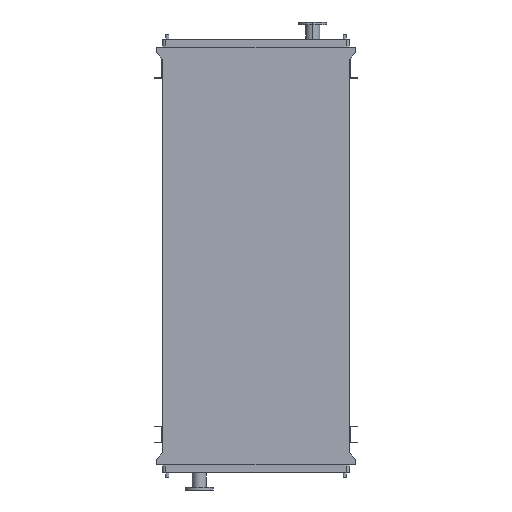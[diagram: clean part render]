
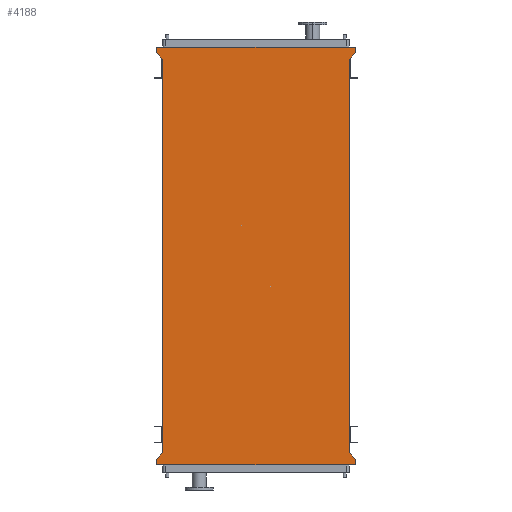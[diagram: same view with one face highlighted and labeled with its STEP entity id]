
A CAD part, front view. The second image highlights one B-rep face of the part: STEP entity #4188.
In plain terms, the highlighted planar face has unit normal (0, -1, 0).
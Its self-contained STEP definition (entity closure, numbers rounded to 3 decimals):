
#95 = VERTEX_POINT ( 'NONE', #13714 ) ;
#221 = CARTESIAN_POINT ( 'NONE',  ( -771., 0., -3103. ) ) ;
#263 = ORIENTED_EDGE ( 'NONE', *, *, #521, .F. ) ;
#277 = CARTESIAN_POINT ( 'NONE',  ( 771., 0., -3145. ) ) ;
#479 = CARTESIAN_POINT ( 'NONE',  ( 771., 0., 53. ) ) ;
#480 = VECTOR ( 'NONE', #10034, 1000. ) ;
#484 = CARTESIAN_POINT ( 'NONE',  ( -725., 0., -3050. ) ) ;
#521 = EDGE_CURVE ( 'NONE', #95, #17198, #15263, .T. ) ;
#922 = VERTEX_POINT ( 'NONE', #4115 ) ;
#1154 = EDGE_CURVE ( 'NONE', #922, #95, #2611, .T. ) ;
#1229 = VECTOR ( 'NONE', #13774, 1000. ) ;
#1370 = LINE ( 'NONE', #6707, #10276 ) ;
#1525 = VERTEX_POINT ( 'NONE', #12219 ) ;
#1693 = CARTESIAN_POINT ( 'NONE',  ( -771., 0., 53. ) ) ;
#1765 = LINE ( 'NONE', #277, #2462 ) ;
#1813 = VECTOR ( 'NONE', #11586, 1000. ) ;
#1895 = LINE ( 'NONE', #7233, #13223 ) ;
#2022 = CARTESIAN_POINT ( 'NONE',  ( -725., 0., -3050. ) ) ;
#2238 = VERTEX_POINT ( 'NONE', #7083 ) ;
#2395 = DIRECTION ( 'NONE',  ( -1., 0., 0. ) ) ;
#2462 = VECTOR ( 'NONE', #7196, 1000. ) ;
#2598 = CARTESIAN_POINT ( 'NONE',  ( 771., 0., -3103. ) ) ;
#2611 = LINE ( 'NONE', #221, #4083 ) ;
#2980 = EDGE_CURVE ( 'NONE', #5605, #2238, #1370, .T. ) ;
#3210 = LINE ( 'NONE', #16966, #15289 ) ;
#3259 = VECTOR ( 'NONE', #16033, 1000. ) ;
#3281 = AXIS2_PLACEMENT_3D ( 'NONE', #8443, #16432, #9763 ) ;
#4083 = VECTOR ( 'NONE', #17238, 1000. ) ;
#4115 = CARTESIAN_POINT ( 'NONE',  ( -771., 0., -3145. ) ) ;
#4160 = EDGE_CURVE ( 'NONE', #2238, #5550, #9850, .T. ) ;
#4187 = ORIENTED_EDGE ( 'NONE', *, *, #10767, .F. ) ;
#4188 = ADVANCED_FACE ( 'NONE', ( #10999 ), #16341, .T. ) ;
#4515 = VERTEX_POINT ( 'NONE', #16409 ) ;
#5003 = CARTESIAN_POINT ( 'NONE',  ( -771., 0., -3145. ) ) ;
#5150 = CARTESIAN_POINT ( 'NONE',  ( -725., 0., 0. ) ) ;
#5450 = CARTESIAN_POINT ( 'NONE',  ( 725., 0., -3050. ) ) ;
#5550 = VERTEX_POINT ( 'NONE', #6618 ) ;
#5605 = VERTEX_POINT ( 'NONE', #9676 ) ;
#5868 = ORIENTED_EDGE ( 'NONE', *, *, #4160, .F. ) ;
#6303 = VERTEX_POINT ( 'NONE', #1693 ) ;
#6538 = DIRECTION ( 'NONE',  ( 0.655, 0., -0.755 ) ) ;
#6618 = CARTESIAN_POINT ( 'NONE',  ( 725., 0., 0. ) ) ;
#6707 = CARTESIAN_POINT ( 'NONE',  ( 771., 0., 95. ) ) ;
#7083 = CARTESIAN_POINT ( 'NONE',  ( 771., 0., 53. ) ) ;
#7118 = ORIENTED_EDGE ( 'NONE', *, *, #15771, .F. ) ;
#7138 = ORIENTED_EDGE ( 'NONE', *, *, #9566, .F. ) ;
#7196 = DIRECTION ( 'NONE',  ( 0., 0., -1. ) ) ;
#7221 = LINE ( 'NONE', #484, #7535 ) ;
#7233 = CARTESIAN_POINT ( 'NONE',  ( -771., 0., 53. ) ) ;
#7375 = CARTESIAN_POINT ( 'NONE',  ( 725., 0., -3050. ) ) ;
#7399 = ORIENTED_EDGE ( 'NONE', *, *, #9208, .F. ) ;
#7535 = VECTOR ( 'NONE', #12571, 1000. ) ;
#7777 = EDGE_CURVE ( 'NONE', #8758, #5550, #11333, .T. ) ;
#7988 = VERTEX_POINT ( 'NONE', #10800 ) ;
#8443 = CARTESIAN_POINT ( 'NONE',  ( -725., 0., -3050. ) ) ;
#8543 = DIRECTION ( 'NONE',  ( 1., 0., 0. ) ) ;
#8758 = VERTEX_POINT ( 'NONE', #5450 ) ;
#9208 = EDGE_CURVE ( 'NONE', #1525, #5605, #3210, .T. ) ;
#9324 = ORIENTED_EDGE ( 'NONE', *, *, #2980, .F. ) ;
#9566 = EDGE_CURVE ( 'NONE', #8758, #13108, #10669, .T. ) ;
#9676 = CARTESIAN_POINT ( 'NONE',  ( 771., 0., 95. ) ) ;
#9763 = DIRECTION ( 'NONE',  ( 0., 0., -1. ) ) ;
#9850 = LINE ( 'NONE', #479, #480 ) ;
#10034 = DIRECTION ( 'NONE',  ( -0.655, 0., -0.755 ) ) ;
#10044 = EDGE_CURVE ( 'NONE', #4515, #6303, #13064, .T. ) ;
#10260 = ORIENTED_EDGE ( 'NONE', *, *, #1154, .F. ) ;
#10276 = VECTOR ( 'NONE', #13306, 1000. ) ;
#10409 = CARTESIAN_POINT ( 'NONE',  ( 771., 0., -3103. ) ) ;
#10669 = LINE ( 'NONE', #10409, #11093 ) ;
#10767 = EDGE_CURVE ( 'NONE', #13108, #7988, #1765, .T. ) ;
#10800 = CARTESIAN_POINT ( 'NONE',  ( 771., 0., -3145. ) ) ;
#10875 = EDGE_LOOP ( 'NONE', ( #16235, #5868, #9324, #7399, #14554, #14830, #10957, #263, #10260, #7118, #4187, #7138 ) ) ;
#10957 = ORIENTED_EDGE ( 'NONE', *, *, #11325, .F. ) ;
#10999 = FACE_OUTER_BOUND ( 'NONE', #10875, .T. ) ;
#11093 = VECTOR ( 'NONE', #6538, 1000. ) ;
#11325 = EDGE_CURVE ( 'NONE', #17198, #4515, #7221, .T. ) ;
#11333 = LINE ( 'NONE', #7375, #1813 ) ;
#11586 = DIRECTION ( 'NONE',  ( 0., 0., 1. ) ) ;
#12219 = CARTESIAN_POINT ( 'NONE',  ( -771., 0., 95. ) ) ;
#12571 = DIRECTION ( 'NONE',  ( 0., 0., 1. ) ) ;
#12701 = VECTOR ( 'NONE', #2395, 1000. ) ;
#12944 = DIRECTION ( 'NONE',  ( 0., 0., 1. ) ) ;
#13064 = LINE ( 'NONE', #5150, #3259 ) ;
#13108 = VERTEX_POINT ( 'NONE', #2598 ) ;
#13223 = VECTOR ( 'NONE', #12944, 1000. ) ;
#13306 = DIRECTION ( 'NONE',  ( 0., 0., -1. ) ) ;
#13714 = CARTESIAN_POINT ( 'NONE',  ( -771., 0., -3103. ) ) ;
#13774 = DIRECTION ( 'NONE',  ( 0.655, 0., 0.755 ) ) ;
#13907 = EDGE_CURVE ( 'NONE', #6303, #1525, #1895, .T. ) ;
#14554 = ORIENTED_EDGE ( 'NONE', *, *, #13907, .F. ) ;
#14830 = ORIENTED_EDGE ( 'NONE', *, *, #10044, .F. ) ;
#15263 = LINE ( 'NONE', #2022, #1229 ) ;
#15289 = VECTOR ( 'NONE', #8543, 1000. ) ;
#15715 = LINE ( 'NONE', #5003, #12701 ) ;
#15771 = EDGE_CURVE ( 'NONE', #7988, #922, #15715, .T. ) ;
#16033 = DIRECTION ( 'NONE',  ( -0.655, 0., 0.755 ) ) ;
#16235 = ORIENTED_EDGE ( 'NONE', *, *, #7777, .T. ) ;
#16341 = PLANE ( 'NONE',  #3281 ) ;
#16409 = CARTESIAN_POINT ( 'NONE',  ( -725., 0., 0. ) ) ;
#16432 = DIRECTION ( 'NONE',  ( 0., -1., 0. ) ) ;
#16836 = CARTESIAN_POINT ( 'NONE',  ( -725., 0., -3050. ) ) ;
#16966 = CARTESIAN_POINT ( 'NONE',  ( -771., 0., 95. ) ) ;
#17198 = VERTEX_POINT ( 'NONE', #16836 ) ;
#17238 = DIRECTION ( 'NONE',  ( 0., 0., 1. ) ) ;
